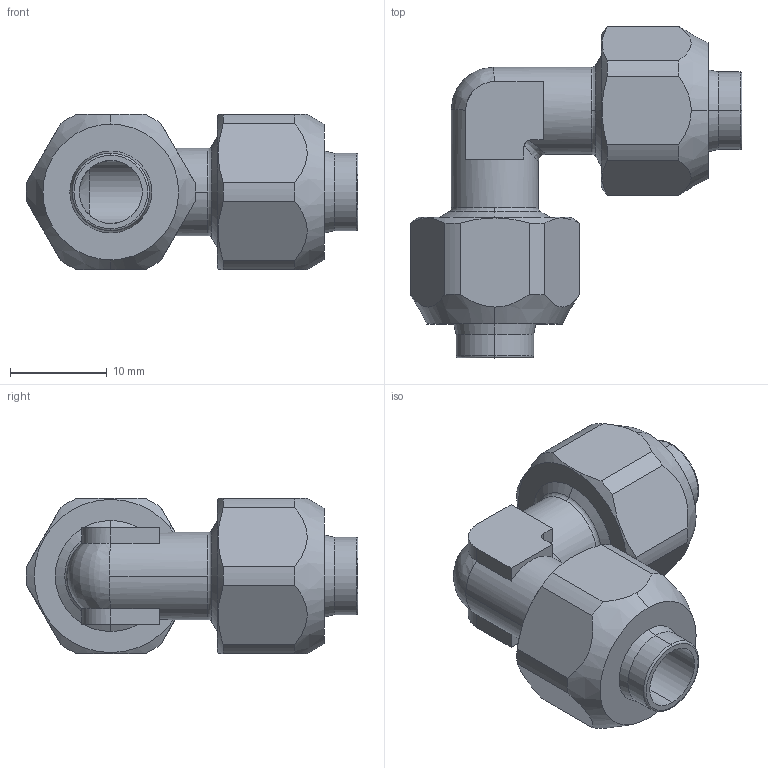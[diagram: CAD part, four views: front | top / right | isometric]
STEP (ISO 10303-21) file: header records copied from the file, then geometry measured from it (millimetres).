
FILE_DESCRIPTION (( 'STEP AP203' ), '1' );
FILE_NAME ('X2180050.STEP', '2011-07-21T07:18:13', ( 'Flavio' ), ( '' ), 'SwSTEP 2.0', 'SolidWorks 2011', '' );
FILE_SCHEMA (( 'CONFIG_CONTROL_DESIGN' ));
Length unit declared in the file: millimetre
Products named in the file (1): X2180050
Bounding box: 34.24 x 34.24 x 16 mm (x, y, z)
Volume: 4812.9 mm3; surface area: 3565 mm2
Topology: 1 solids, 1 shells, 90 faces, 237 edges, 151 vertices
Faces by surface type: plane 32, cylinder 30, cone 18, torus 8, bspline 2
Entity records: 3276 total; most frequent: CARTESIAN_POINT 1033, ORIENTED_EDGE 470, DIRECTION 444, EDGE_CURVE 235, AXIS2_PLACEMENT_3D 176, VERTEX_POINT 151, EDGE_LOOP 96, VECTOR 92
